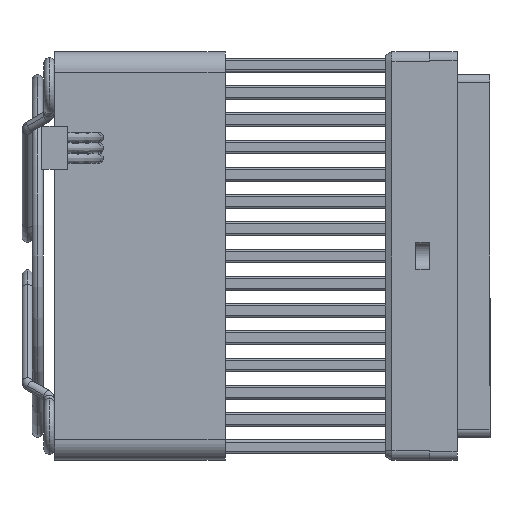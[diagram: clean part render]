
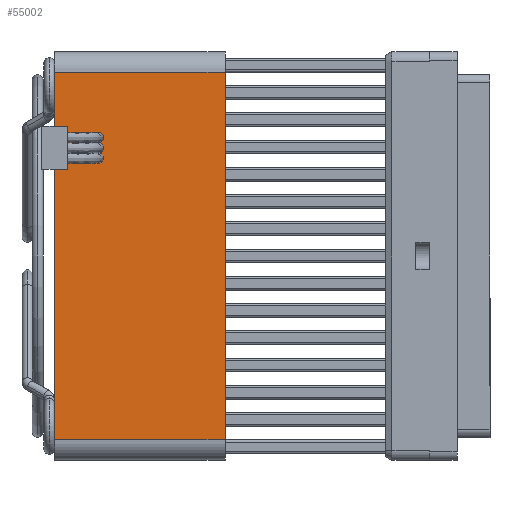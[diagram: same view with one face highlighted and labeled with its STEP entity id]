
A CAD part, left-side view. The second image highlights one B-rep face of the part: STEP entity #55002.
In plain terms, the highlighted planar face has unit normal (-1, 0, 0).
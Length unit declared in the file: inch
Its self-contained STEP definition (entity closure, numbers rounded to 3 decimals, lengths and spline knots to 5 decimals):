
#5109 = VERTEX_POINT ( 'NONE', #67384 ) ;
#5672 = AXIS2_PLACEMENT_3D ( 'NONE', #126772, #11625, #152825 ) ;
#7108 = DIRECTION ( 'NONE',  ( -1., 0., 0. ) ) ;
#7745 = CARTESIAN_POINT ( 'NONE',  ( -3.06939, 0.18901, -0.52932 ) ) ;
#8229 = CARTESIAN_POINT ( 'NONE',  ( -3.06939, 0.92009, 1.06977 ) ) ;
#9535 = DIRECTION ( 'NONE',  ( 0., 0., 1. ) ) ;
#9803 = DIRECTION ( 'NONE',  ( 0., 0., 1. ) ) ;
#11625 = DIRECTION ( 'NONE',  ( 1., 0., 0. ) ) ;
#12551 = EDGE_CURVE ( 'NONE', #21490, #41461, #54441, .T. ) ;
#13289 = FACE_BOUND ( 'NONE', #149817, .T. ) ;
#13978 = ORIENTED_EDGE ( 'NONE', *, *, #96243, .T. ) ;
#14710 = VERTEX_POINT ( 'NONE', #72147 ) ;
#15349 = VERTEX_POINT ( 'NONE', #42310 ) ;
#19687 = CARTESIAN_POINT ( 'NONE',  ( -3.06939, 0.92009, 1.15852 ) ) ;
#20285 = CARTESIAN_POINT ( 'NONE',  ( -3.06939, 0.92009, 1.21852 ) ) ;
#20413 = CARTESIAN_POINT ( 'NONE',  ( -3.06939, 0.92009, 1.15852 ) ) ;
#21069 = DIRECTION ( 'NONE',  ( 0., 0., 1. ) ) ;
#21230 = EDGE_CURVE ( 'NONE', #33647, #78133, #43494, .T. ) ;
#21490 = VERTEX_POINT ( 'NONE', #22132 ) ;
#22132 = CARTESIAN_POINT ( 'NONE',  ( -3.06939, 0.92009, 1.12977 ) ) ;
#23310 = ORIENTED_EDGE ( 'NONE', *, *, #144110, .F. ) ;
#26079 = AXIS2_PLACEMENT_3D ( 'NONE', #50430, #78171, #76520 ) ;
#27518 = FACE_BOUND ( 'NONE', #91366, .T. ) ;
#27730 = AXIS2_PLACEMENT_3D ( 'NONE', #19687, #7108, #114408 ) ;
#28415 = CIRCLE ( 'NONE', #92784, 0.02875 ) ;
#31568 = VECTOR ( 'NONE', #9535, 39.37008 ) ;
#31826 = CARTESIAN_POINT ( 'NONE',  ( -3.06939, 1.17326, 1.59666 ) ) ;
#32977 = VECTOR ( 'NONE', #94280, 39.37008 ) ;
#33647 = VERTEX_POINT ( 'NONE', #82558 ) ;
#34525 = DIRECTION ( 'NONE',  ( 0., 0., 1. ) ) ;
#39524 = EDGE_LOOP ( 'NONE', ( #77348, #155427 ) ) ;
#41461 = VERTEX_POINT ( 'NONE', #135946 ) ;
#42310 = CARTESIAN_POINT ( 'NONE',  ( -3.06939, 1.17326, -0.52932 ) ) ;
#43494 = LINE ( 'NONE', #31826, #59669 ) ;
#44009 = EDGE_CURVE ( 'NONE', #113250, #101175, #124461, .T. ) ;
#47787 = CARTESIAN_POINT ( 'NONE',  ( -3.06939, 0.92009, 1.21852 ) ) ;
#48272 = CARTESIAN_POINT ( 'NONE',  ( -3.06939, 0.92009, 1.09852 ) ) ;
#49710 = CARTESIAN_POINT ( 'NONE',  ( -3.06939, 0.18901, -0.64743 ) ) ;
#50430 = CARTESIAN_POINT ( 'NONE',  ( -3.06939, 0.92009, 1.09852 ) ) ;
#53914 = ORIENTED_EDGE ( 'NONE', *, *, #21230, .T. ) ;
#54441 = CIRCLE ( 'NONE', #27730, 0.02875 ) ;
#55002 = ADVANCED_FACE ( 'NONE', ( #75352, #13289, #104003, #27518 ), #139378, .F. ) ;
#55635 = ORIENTED_EDGE ( 'NONE', *, *, #159789, .T. ) ;
#59669 = VECTOR ( 'NONE', #94855, 39.37008 ) ;
#59806 = AXIS2_PLACEMENT_3D ( 'NONE', #48272, #135892, #9803 ) ;
#62767 = EDGE_LOOP ( 'NONE', ( #23310, #55635, #13978, #53914 ) ) ;
#67384 = CARTESIAN_POINT ( 'NONE',  ( -3.06939, 0.92009, 1.18977 ) ) ;
#67860 = VECTOR ( 'NONE', #101102, 39.37008 ) ;
#69494 = ORIENTED_EDGE ( 'NONE', *, *, #114908, .F. ) ;
#71465 = DIRECTION ( 'NONE',  ( -1., 0., 0. ) ) ;
#72147 = CARTESIAN_POINT ( 'NONE',  ( -3.06939, 0.92009, 1.24727 ) ) ;
#75352 = FACE_OUTER_BOUND ( 'NONE', #62767, .T. ) ;
#76520 = DIRECTION ( 'NONE',  ( 0., 0., 1. ) ) ;
#77348 = ORIENTED_EDGE ( 'NONE', *, *, #12551, .F. ) ;
#77933 = CARTESIAN_POINT ( 'NONE',  ( -3.06939, 0.18901, -0.52932 ) ) ;
#78133 = VERTEX_POINT ( 'NONE', #84776 ) ;
#78171 = DIRECTION ( 'NONE',  ( -1., 0., 0. ) ) ;
#82457 = LINE ( 'NONE', #7745, #32977 ) ;
#82558 = CARTESIAN_POINT ( 'NONE',  ( -3.06939, 0.18901, 1.59666 ) ) ;
#84776 = CARTESIAN_POINT ( 'NONE',  ( -3.06939, 1.17326, 1.59666 ) ) ;
#91366 = EDGE_LOOP ( 'NONE', ( #121693, #69494 ) ) ;
#92784 = AXIS2_PLACEMENT_3D ( 'NONE', #20413, #159151, #147372 ) ;
#94280 = DIRECTION ( 'NONE',  ( 0., -1., 0. ) ) ;
#94855 = DIRECTION ( 'NONE',  ( 0., 1., 0. ) ) ;
#96243 = EDGE_CURVE ( 'NONE', #150525, #33647, #165005, .T. ) ;
#97430 = CIRCLE ( 'NONE', #105521, 0.02875 ) ;
#97550 = DIRECTION ( 'NONE',  ( -1., 0., 0. ) ) ;
#98563 = LINE ( 'NONE', #149879, #31568 ) ;
#101102 = DIRECTION ( 'NONE',  ( 0., 0., 1. ) ) ;
#101175 = VERTEX_POINT ( 'NONE', #140596 ) ;
#101555 = AXIS2_PLACEMENT_3D ( 'NONE', #20285, #71465, #34525 ) ;
#102874 = EDGE_CURVE ( 'NONE', #14710, #5109, #160584, .T. ) ;
#104003 = FACE_BOUND ( 'NONE', #39524, .T. ) ;
#105521 = AXIS2_PLACEMENT_3D ( 'NONE', #47787, #97550, #21069 ) ;
#105965 = EDGE_CURVE ( 'NONE', #5109, #14710, #97430, .T. ) ;
#113250 = VERTEX_POINT ( 'NONE', #8229 ) ;
#114408 = DIRECTION ( 'NONE',  ( 0., 0., 1. ) ) ;
#114594 = CIRCLE ( 'NONE', #26079, 0.02875 ) ;
#114908 = EDGE_CURVE ( 'NONE', #101175, #113250, #114594, .T. ) ;
#119864 = ORIENTED_EDGE ( 'NONE', *, *, #102874, .F. ) ;
#121693 = ORIENTED_EDGE ( 'NONE', *, *, #44009, .F. ) ;
#124461 = CIRCLE ( 'NONE', #59806, 0.02875 ) ;
#126772 = CARTESIAN_POINT ( 'NONE',  ( -3.06939, 1.17326, -0.64743 ) ) ;
#128330 = EDGE_CURVE ( 'NONE', #41461, #21490, #28415, .T. ) ;
#135892 = DIRECTION ( 'NONE',  ( -1., 0., 0. ) ) ;
#135946 = CARTESIAN_POINT ( 'NONE',  ( -3.06939, 0.92009, 1.18727 ) ) ;
#139378 = PLANE ( 'NONE',  #5672 ) ;
#140596 = CARTESIAN_POINT ( 'NONE',  ( -3.06939, 0.92009, 1.12727 ) ) ;
#144110 = EDGE_CURVE ( 'NONE', #15349, #78133, #98563, .T. ) ;
#147372 = DIRECTION ( 'NONE',  ( 0., 0., 1. ) ) ;
#149817 = EDGE_LOOP ( 'NONE', ( #161432, #119864 ) ) ;
#149879 = CARTESIAN_POINT ( 'NONE',  ( -3.06939, 1.17326, -0.64743 ) ) ;
#150525 = VERTEX_POINT ( 'NONE', #77933 ) ;
#152825 = DIRECTION ( 'NONE',  ( 0., 0., -1. ) ) ;
#155427 = ORIENTED_EDGE ( 'NONE', *, *, #128330, .F. ) ;
#159151 = DIRECTION ( 'NONE',  ( -1., 0., 0. ) ) ;
#159789 = EDGE_CURVE ( 'NONE', #15349, #150525, #82457, .T. ) ;
#160584 = CIRCLE ( 'NONE', #101555, 0.02875 ) ;
#161432 = ORIENTED_EDGE ( 'NONE', *, *, #105965, .F. ) ;
#165005 = LINE ( 'NONE', #49710, #67860 ) ;
